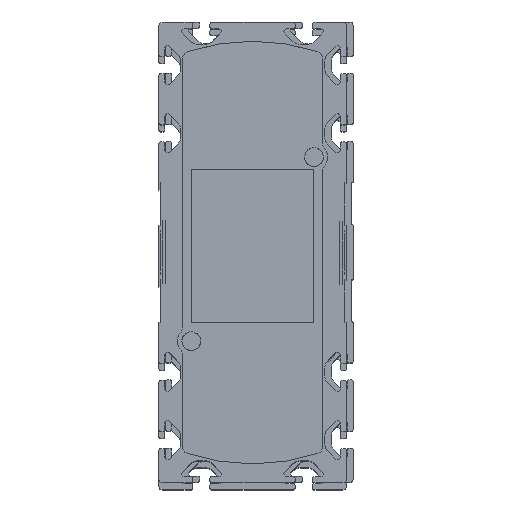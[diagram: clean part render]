
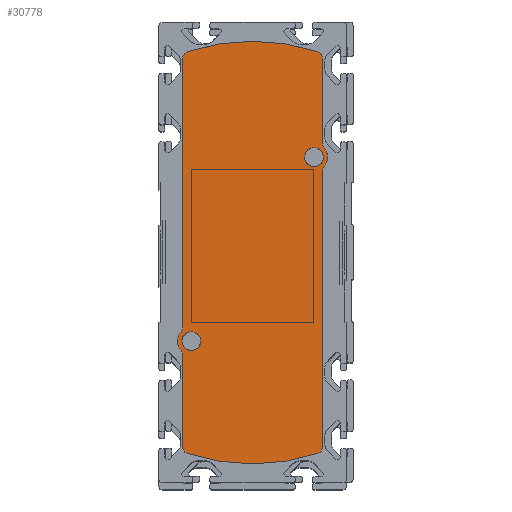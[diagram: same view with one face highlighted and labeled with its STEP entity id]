
A CAD part, top view. The second image highlights one B-rep face of the part: STEP entity #30778.
In plain terms, the highlighted face is planar.
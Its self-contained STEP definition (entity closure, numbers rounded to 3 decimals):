
#420=PLANE('',#32803);
#1892=LINE('',#45357,#3822);
#1897=LINE('',#45373,#3827);
#1902=LINE('',#45389,#3832);
#1907=LINE('',#45405,#3837);
#3822=VECTOR('',#38047,1000.);
#3827=VECTOR('',#38066,1000.);
#3832=VECTOR('',#38085,1000.);
#3837=VECTOR('',#38104,1000.);
#5844=CIRCLE('',#32776,2.);
#5845=CIRCLE('',#32778,61.5);
#5846=CIRCLE('',#32780,2.);
#5847=CIRCLE('',#32783,2.);
#5848=CIRCLE('',#32785,4.);
#5849=CIRCLE('',#32787,2.);
#5850=CIRCLE('',#32790,2.);
#5851=CIRCLE('',#32792,61.5);
#5852=CIRCLE('',#32794,2.);
#5853=CIRCLE('',#32797,2.);
#5854=CIRCLE('',#32799,4.);
#5855=CIRCLE('',#32801,2.);
#5856=CIRCLE('',#32804,2.75);
#5857=CIRCLE('',#32805,2.75);
#10482=ORIENTED_EDGE('',*,*,#15107,.F.);
#10483=ORIENTED_EDGE('',*,*,#15108,.F.);
#10484=ORIENTED_EDGE('',*,*,#15076,.F.);
#10485=ORIENTED_EDGE('',*,*,#15106,.F.);
#10486=ORIENTED_EDGE('',*,*,#15104,.T.);
#10487=ORIENTED_EDGE('',*,*,#15102,.F.);
#10488=ORIENTED_EDGE('',*,*,#15100,.T.);
#10489=ORIENTED_EDGE('',*,*,#15098,.F.);
#10490=ORIENTED_EDGE('',*,*,#15096,.F.);
#10491=ORIENTED_EDGE('',*,*,#15094,.F.);
#10492=ORIENTED_EDGE('',*,*,#15092,.F.);
#10493=ORIENTED_EDGE('',*,*,#15090,.F.);
#10494=ORIENTED_EDGE('',*,*,#15088,.T.);
#10495=ORIENTED_EDGE('',*,*,#15086,.F.);
#10496=ORIENTED_EDGE('',*,*,#15084,.T.);
#10497=ORIENTED_EDGE('',*,*,#15082,.F.);
#10498=ORIENTED_EDGE('',*,*,#15080,.F.);
#10499=ORIENTED_EDGE('',*,*,#15078,.F.);
#15076=EDGE_CURVE('',#17706,#17707,#5844,.T.);
#15078=EDGE_CURVE('',#17707,#17708,#5845,.T.);
#15080=EDGE_CURVE('',#17708,#17709,#5846,.T.);
#15082=EDGE_CURVE('',#17709,#17710,#1892,.T.);
#15084=EDGE_CURVE('',#17711,#17710,#5847,.T.);
#15086=EDGE_CURVE('',#17711,#17712,#5848,.T.);
#15088=EDGE_CURVE('',#17713,#17712,#5849,.T.);
#15090=EDGE_CURVE('',#17713,#17714,#1897,.T.);
#15092=EDGE_CURVE('',#17714,#17715,#5850,.T.);
#15094=EDGE_CURVE('',#17715,#17716,#5851,.T.);
#15096=EDGE_CURVE('',#17716,#17717,#5852,.T.);
#15098=EDGE_CURVE('',#17717,#17718,#1902,.T.);
#15100=EDGE_CURVE('',#17719,#17718,#5853,.T.);
#15102=EDGE_CURVE('',#17719,#17720,#5854,.T.);
#15104=EDGE_CURVE('',#17721,#17720,#5855,.T.);
#15106=EDGE_CURVE('',#17721,#17706,#1907,.T.);
#15107=EDGE_CURVE('',#17722,#17722,#5856,.F.);
#15108=EDGE_CURVE('',#17723,#17723,#5857,.F.);
#17706=VERTEX_POINT('',#45344);
#17707=VERTEX_POINT('',#45346);
#17708=VERTEX_POINT('',#45350);
#17709=VERTEX_POINT('',#45354);
#17710=VERTEX_POINT('',#45358);
#17711=VERTEX_POINT('',#45362);
#17712=VERTEX_POINT('',#45366);
#17713=VERTEX_POINT('',#45370);
#17714=VERTEX_POINT('',#45374);
#17715=VERTEX_POINT('',#45378);
#17716=VERTEX_POINT('',#45382);
#17717=VERTEX_POINT('',#45386);
#17718=VERTEX_POINT('',#45390);
#17719=VERTEX_POINT('',#45394);
#17720=VERTEX_POINT('',#45398);
#17721=VERTEX_POINT('',#45402);
#17722=VERTEX_POINT('',#45408);
#17723=VERTEX_POINT('',#45410);
#19459=EDGE_LOOP('',(#10482));
#19460=EDGE_LOOP('',(#10483));
#19461=EDGE_LOOP('',(#10484,#10485,#10486,#10487,#10488,#10489,#10490,#10491,
#10492,#10493,#10494,#10495,#10496,#10497,#10498,#10499));
#20857=FACE_BOUND('',#19459,.T.);
#20858=FACE_BOUND('',#19460,.T.);
#20859=FACE_BOUND('',#19461,.T.);
#30778=ADVANCED_FACE('',(#20857,#20858,#20859),#420,.F.);
#32776=AXIS2_PLACEMENT_3D('',#45345,#38032,#38033);
#32778=AXIS2_PLACEMENT_3D('',#45349,#38037,#38038);
#32780=AXIS2_PLACEMENT_3D('',#45353,#38042,#38043);
#32783=AXIS2_PLACEMENT_3D('',#45361,#38051,#38052);
#32785=AXIS2_PLACEMENT_3D('',#45365,#38056,#38057);
#32787=AXIS2_PLACEMENT_3D('',#45369,#38061,#38062);
#32790=AXIS2_PLACEMENT_3D('',#45377,#38070,#38071);
#32792=AXIS2_PLACEMENT_3D('',#45381,#38075,#38076);
#32794=AXIS2_PLACEMENT_3D('',#45385,#38080,#38081);
#32797=AXIS2_PLACEMENT_3D('',#45393,#38089,#38090);
#32799=AXIS2_PLACEMENT_3D('',#45397,#38094,#38095);
#32801=AXIS2_PLACEMENT_3D('',#45401,#38099,#38100);
#32803=AXIS2_PLACEMENT_3D('',#45406,#38105,#38106);
#32804=AXIS2_PLACEMENT_3D('',#45407,#38107,#38108);
#32805=AXIS2_PLACEMENT_3D('',#45409,#38109,#38110);
#38032=DIRECTION('',(0.,0.,1.));
#38033=DIRECTION('',(1.,0.,0.));
#38037=DIRECTION('',(0.,0.,1.));
#38038=DIRECTION('',(1.,0.,0.));
#38042=DIRECTION('',(0.,0.,1.));
#38043=DIRECTION('',(1.,0.,0.));
#38047=DIRECTION('',(1.,0.,0.));
#38051=DIRECTION('',(0.,0.,1.));
#38052=DIRECTION('',(1.,0.,0.));
#38056=DIRECTION('',(0.,0.,1.));
#38057=DIRECTION('',(1.,0.,0.));
#38061=DIRECTION('',(0.,0.,1.));
#38062=DIRECTION('',(1.,0.,0.));
#38066=DIRECTION('',(1.,0.,0.));
#38070=DIRECTION('',(0.,0.,1.));
#38071=DIRECTION('',(1.,0.,0.));
#38075=DIRECTION('',(0.,0.,1.));
#38076=DIRECTION('',(1.,0.,0.));
#38080=DIRECTION('',(0.,0.,1.));
#38081=DIRECTION('',(1.,0.,0.));
#38085=DIRECTION('',(-1.,0.,0.));
#38089=DIRECTION('',(0.,0.,1.));
#38090=DIRECTION('',(1.,0.,0.));
#38094=DIRECTION('',(0.,0.,1.));
#38095=DIRECTION('',(1.,0.,0.));
#38099=DIRECTION('',(0.,0.,1.));
#38100=DIRECTION('',(1.,0.,0.));
#38104=DIRECTION('',(-1.,0.,0.));
#38105=DIRECTION('',(0.,0.,1.));
#38106=DIRECTION('',(1.,0.,0.));
#38107=DIRECTION('',(0.,0.,1.));
#38108=DIRECTION('',(1.,0.,0.));
#38109=DIRECTION('',(0.,0.,1.));
#38110=DIRECTION('',(1.,0.,0.));
#45344=CARTESIAN_POINT('',(-57.051,20.5,-1182.5));
#45345=CARTESIAN_POINT('',(-57.051,18.5,-1182.5));
#45346=CARTESIAN_POINT('',(-58.952,19.122,-1182.5));
#45349=CARTESIAN_POINT('',(-0.5,0.,-1182.5));
#45350=CARTESIAN_POINT('',(-58.952,-19.122,-1182.5));
#45353=CARTESIAN_POINT('',(-57.051,-18.5,-1182.5));
#45354=CARTESIAN_POINT('',(-57.051,-20.5,-1182.5));
#45357=CARTESIAN_POINT('',(-57.051,-20.5,-1182.5));
#45358=CARTESIAN_POINT('',(-31.969,-20.5,-1182.5));
#45361=CARTESIAN_POINT('',(-31.969,-22.5,-1182.5));
#45362=CARTESIAN_POINT('',(-30.646,-21.,-1182.5));
#45365=CARTESIAN_POINT('',(-28.,-18.,-1182.5));
#45366=CARTESIAN_POINT('',(-25.354,-21.,-1182.5));
#45369=CARTESIAN_POINT('',(-24.031,-22.5,-1182.5));
#45370=CARTESIAN_POINT('',(-24.031,-20.5,-1182.5));
#45373=CARTESIAN_POINT('',(-24.031,-20.5,-1182.5));
#45374=CARTESIAN_POINT('',(57.051,-20.5,-1182.5));
#45377=CARTESIAN_POINT('',(57.051,-18.5,-1182.5));
#45378=CARTESIAN_POINT('',(58.952,-19.122,-1182.5));
#45381=CARTESIAN_POINT('',(0.5,0.,-1182.5));
#45382=CARTESIAN_POINT('',(58.952,19.122,-1182.5));
#45385=CARTESIAN_POINT('',(57.051,18.5,-1182.5));
#45386=CARTESIAN_POINT('',(57.051,20.5,-1182.5));
#45389=CARTESIAN_POINT('',(57.051,20.5,-1182.5));
#45390=CARTESIAN_POINT('',(29.969,20.5,-1182.5));
#45393=CARTESIAN_POINT('',(29.969,22.5,-1182.5));
#45394=CARTESIAN_POINT('',(28.646,21.,-1182.5));
#45397=CARTESIAN_POINT('',(26.,18.,-1182.5));
#45398=CARTESIAN_POINT('',(23.354,21.,-1182.5));
#45401=CARTESIAN_POINT('',(22.031,22.5,-1182.5));
#45402=CARTESIAN_POINT('',(22.031,20.5,-1182.5));
#45405=CARTESIAN_POINT('',(22.031,20.5,-1182.5));
#45406=CARTESIAN_POINT('',(-57.051,18.5,-1182.5));
#45407=CARTESIAN_POINT('',(-28.,-18.,-1182.5));
#45408=CARTESIAN_POINT('',(-25.25,-18.,-1182.5));
#45409=CARTESIAN_POINT('',(26.,18.,-1182.5));
#45410=CARTESIAN_POINT('',(28.75,18.,-1182.5));
